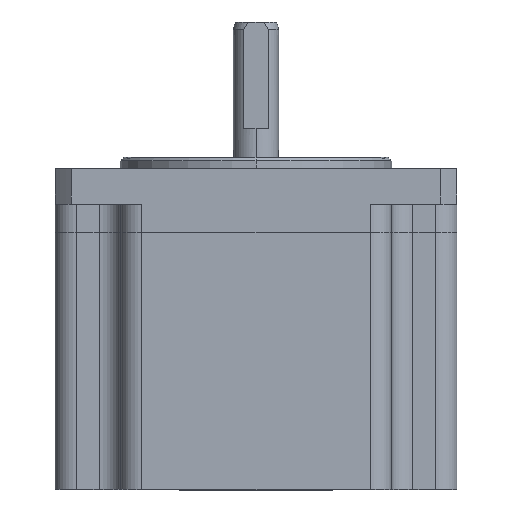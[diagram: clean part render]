
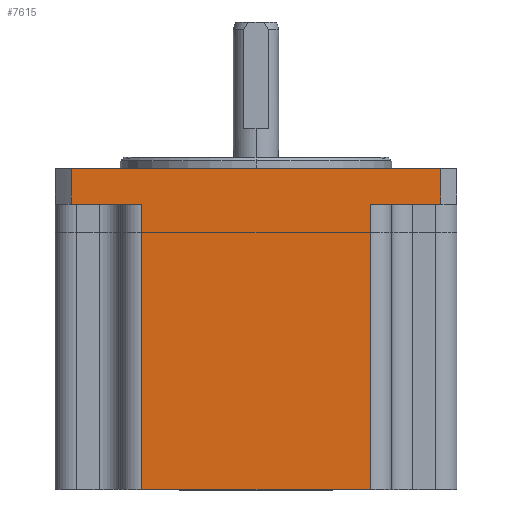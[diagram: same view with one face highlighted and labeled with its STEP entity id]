
A CAD part, top view. The second image highlights one B-rep face of the part: STEP entity #7615.
In plain terms, the highlighted planar face has unit normal (0, 0, 1).
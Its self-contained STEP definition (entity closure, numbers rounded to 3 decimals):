
#743=DIRECTION('',(0.,1.,0.));
#744=VECTOR('',#743,40.);
#745=CARTESIAN_POINT('',(31.85,0.,47.65));
#746=LINE('',#745,#744);
#751=DIRECTION('',(1.,0.,0.));
#752=VECTOR('',#751,51.832);
#753=CARTESIAN_POINT('',(-10.066,45.,47.65));
#754=LINE('',#753,#752);
#755=DIRECTION('',(-1.,0.,0.));
#756=VECTOR('',#755,9.916);
#757=CARTESIAN_POINT('',(41.766,40.,47.65));
#758=LINE('',#757,#756);
#759=DIRECTION('',(-1.,0.,0.));
#760=VECTOR('',#759,32.);
#761=CARTESIAN_POINT('',(31.85,0.,47.65));
#762=LINE('',#761,#760);
#763=DIRECTION('',(0.,-1.,0.));
#764=VECTOR('',#763,40.);
#765=CARTESIAN_POINT('',(-0.15,40.,47.65));
#766=LINE('',#765,#764);
#812=DIRECTION('',(1.,0.,0.));
#813=VECTOR('',#812,9.916);
#814=CARTESIAN_POINT('',(-10.066,40.,47.65));
#815=LINE('',#814,#813);
#845=DIRECTION('',(0.,-1.,0.));
#846=VECTOR('',#845,5.);
#847=CARTESIAN_POINT('',(-10.066,45.,47.65));
#848=LINE('',#847,#846);
#875=DIRECTION('',(0.,1.,0.));
#876=VECTOR('',#875,5.);
#877=CARTESIAN_POINT('',(41.766,40.,47.65));
#878=LINE('',#877,#876);
#5487=CARTESIAN_POINT('',(31.85,0.,47.65));
#5488=VERTEX_POINT('',#5487);
#5489=CARTESIAN_POINT('',(-0.15,0.,47.65));
#5490=VERTEX_POINT('',#5489);
#6112=CARTESIAN_POINT('',(41.766,45.,47.65));
#6113=VERTEX_POINT('',#6112);
#6114=CARTESIAN_POINT('',(-10.066,45.,47.65));
#6115=VERTEX_POINT('',#6114);
#6168=CARTESIAN_POINT('',(41.766,40.,47.65));
#6169=CARTESIAN_POINT('',(31.85,40.,47.65));
#6170=VERTEX_POINT('',#6168);
#6171=VERTEX_POINT('',#6169);
#6184=CARTESIAN_POINT('',(-10.066,40.,47.65));
#6185=VERTEX_POINT('',#6184);
#6186=CARTESIAN_POINT('',(-0.15,40.,47.65));
#6187=VERTEX_POINT('',#6186);
#7595=CARTESIAN_POINT('',(15.85,5.75,47.65));
#7596=DIRECTION('',(0.,0.,1.));
#7597=DIRECTION('',(-1.,0.,0.));
#7598=AXIS2_PLACEMENT_3D('',#7595,#7596,#7597);
#7599=PLANE('',#7598);
#7601=ORIENTED_EDGE('',*,*,#7600,.F.);
#7603=ORIENTED_EDGE('',*,*,#7602,.F.);
#7605=ORIENTED_EDGE('',*,*,#7604,.F.);
#7606=ORIENTED_EDGE('',*,*,#7072,.T.);
#7608=ORIENTED_EDGE('',*,*,#7607,.F.);
#7610=ORIENTED_EDGE('',*,*,#7609,.T.);
#7611=ORIENTED_EDGE('',*,*,#7586,.F.);
#7612=ORIENTED_EDGE('',*,*,#6811,.T.);
#7613=EDGE_LOOP('',(#7601,#7603,#7605,#7606,#7608,#7610,#7611,#7612));
#7614=FACE_OUTER_BOUND('',#7613,.F.);
#7615=ADVANCED_FACE('',(#7614),#7599,.T.);
#6811=EDGE_CURVE('',#5488,#5490,#762,.T.);
#7072=EDGE_CURVE('',#6115,#6113,#754,.T.);
#7586=EDGE_CURVE('',#5488,#6171,#746,.T.);
#7600=EDGE_CURVE('',#6187,#5490,#766,.T.);
#7602=EDGE_CURVE('',#6185,#6187,#815,.T.);
#7604=EDGE_CURVE('',#6115,#6185,#848,.T.);
#7607=EDGE_CURVE('',#6170,#6113,#878,.T.);
#7609=EDGE_CURVE('',#6170,#6171,#758,.T.);
